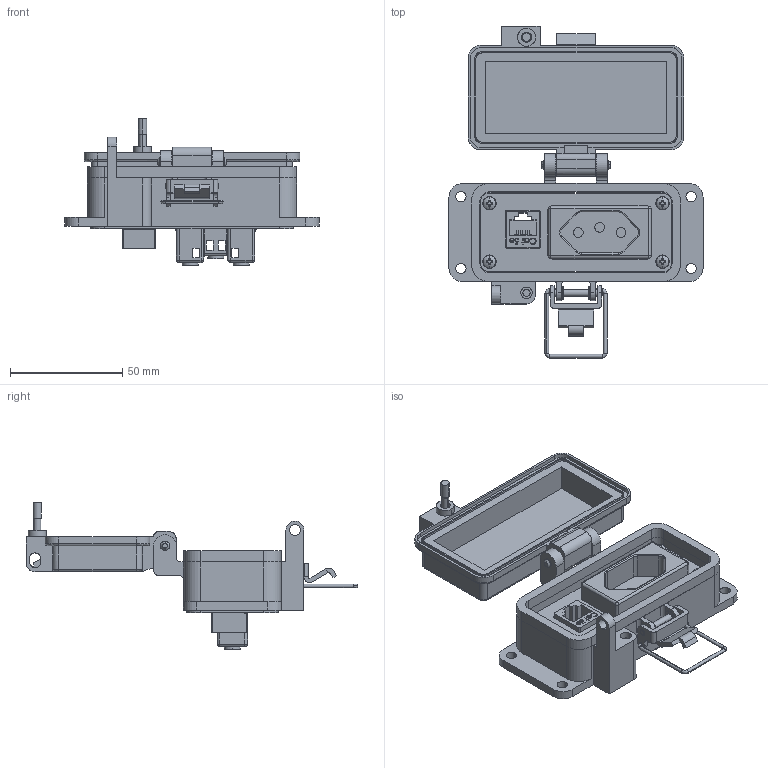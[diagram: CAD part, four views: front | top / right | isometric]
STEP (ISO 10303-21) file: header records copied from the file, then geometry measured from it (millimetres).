
FILE_DESCRIPTION (( 'STEP AP203' ), '1' );
FILE_NAME ('P-R2-F3RQB0_3D.STEP', '2018-03-28T16:15:33', ( '' ), ( '' ), 'SwSTEP 2.0', 'SolidWorks 2017', '' );
FILE_SCHEMA (( 'CONFIG_CONTROL_DESIGN' ));
Length unit declared in the file: millimetre
Products named in the file (12): -F3; P-R2-F3RQB0_TP060_1; 92005A124_METRIC PAN HEAD PHILLIPS MACHINE SCREW_92005A124; Z-000-4243316TFP; P-R2-F3RQB0_3D; P-R2-F3RQB0_FP060_1; Z-300-RJ45CAT5; R2; Z-200-OTLT-RQB; RQB; Z-H-F3_B; P-R2-F3RQB0_BP180_1
Assembly tree (15 placements, depth 3):
  P-R2-F3RQB0_3D
    P-R2-F3RQB0_BP180_1
    P-R2-F3RQB0_TP060_1
    Z-000-4243316TFP  x2
    P-R2-F3RQB0_FP060_1
    R2
      Z-300-RJ45CAT5
    RQB
      Z-200-OTLT-RQB
    -F3
      Z-H-F3_B
    92005A124_METRIC PAN HEAD PHILLIPS MACHINE SCREW_92005A124  x4
Bounding box: 113 x 147.61 x 65.33 mm (x, y, z)
Volume: 101493.5 mm3; surface area: 71372.7 mm2
Topology: 21 solids, 21 shells, 1957 faces, 5428 edges, 3560 vertices
Faces by surface type: cylinder 962, plane 682, bspline 198, cone 62, torus 33, sphere 20
Entity records: 53281 total; most frequent: CARTESIAN_POINT 19387, ORIENTED_EDGE 7338, DIRECTION 6022, EDGE_CURVE 3669, VERTEX_POINT 2403, VECTOR 2130, LINE 2130, AXIS2_PLACEMENT_3D 1946
